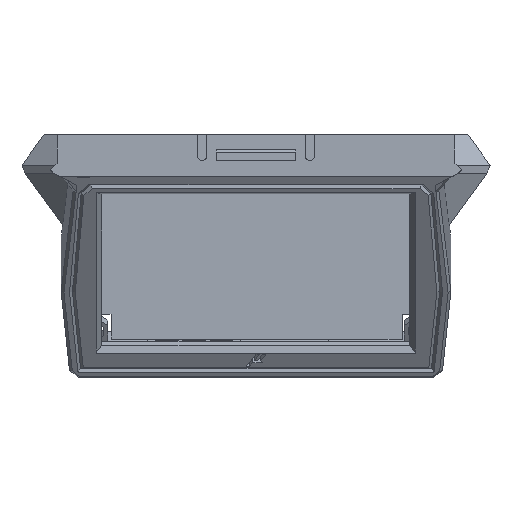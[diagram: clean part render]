
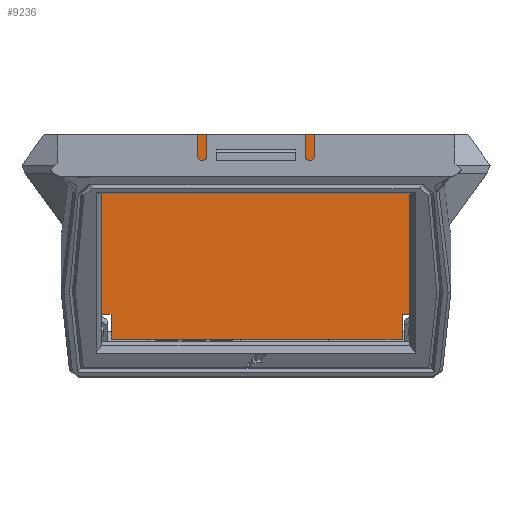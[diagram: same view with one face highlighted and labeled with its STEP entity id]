
A CAD part, top view. The second image highlights one B-rep face of the part: STEP entity #9236.
In plain terms, the highlighted planar face has unit normal (0, 0, 1).
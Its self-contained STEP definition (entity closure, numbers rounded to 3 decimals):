
#1030=FACE_OUTER_BOUND('',#1563,.T.);
#1563=EDGE_LOOP('',(#7778,#7779,#7780,#7781,#7782,#7783,#7784,#7785));
#2577=LINE('',#14307,#3531);
#2581=LINE('',#14314,#3535);
#2584=LINE('',#14320,#3538);
#2585=LINE('',#14323,#3539);
#2590=LINE('',#14332,#3544);
#2591=LINE('',#14335,#3545);
#2592=LINE('',#14337,#3546);
#2593=LINE('',#14338,#3547);
#3531=VECTOR('',#11857,10.);
#3535=VECTOR('',#11863,10.);
#3538=VECTOR('',#11868,10.);
#3539=VECTOR('',#11871,10.);
#3544=VECTOR('',#11878,10.);
#3545=VECTOR('',#11881,10.);
#3546=VECTOR('',#11882,10.);
#3547=VECTOR('',#11883,10.);
#4235=VERTEX_POINT('',#14304);
#4236=VERTEX_POINT('',#14306);
#4238=VERTEX_POINT('',#14312);
#4240=VERTEX_POINT('',#14318);
#4241=VERTEX_POINT('',#14322);
#4243=VERTEX_POINT('',#14328);
#4245=VERTEX_POINT('',#14334);
#4246=VERTEX_POINT('',#14336);
#5453=EDGE_CURVE('',#4236,#4235,#2577,.T.);
#5457=EDGE_CURVE('',#4238,#4235,#2581,.T.);
#5460=EDGE_CURVE('',#4240,#4238,#2584,.T.);
#5461=EDGE_CURVE('',#4236,#4241,#2585,.T.);
#5466=EDGE_CURVE('',#4243,#4241,#2590,.T.);
#5467=EDGE_CURVE('',#4245,#4243,#2591,.T.);
#5468=EDGE_CURVE('',#4246,#4240,#2592,.T.);
#5469=EDGE_CURVE('',#4245,#4246,#2593,.T.);
#7778=ORIENTED_EDGE('',*,*,#5467,.T.);
#7779=ORIENTED_EDGE('',*,*,#5466,.T.);
#7780=ORIENTED_EDGE('',*,*,#5461,.F.);
#7781=ORIENTED_EDGE('',*,*,#5453,.T.);
#7782=ORIENTED_EDGE('',*,*,#5457,.F.);
#7783=ORIENTED_EDGE('',*,*,#5460,.F.);
#7784=ORIENTED_EDGE('',*,*,#5468,.F.);
#7785=ORIENTED_EDGE('',*,*,#5469,.F.);
#8862=PLANE('',#9877);
#9236=ADVANCED_FACE('',(#1030),#8862,.T.);
#9877=AXIS2_PLACEMENT_3D('',#14333,#11879,#11880);
#11857=DIRECTION('',(0.,-1.,0.));
#11863=DIRECTION('',(-1.,0.,0.));
#11868=DIRECTION('',(0.,-1.,0.));
#11871=DIRECTION('',(-1.,0.,0.));
#11878=DIRECTION('',(0.,-1.,0.));
#11879=DIRECTION('center_axis',(0.,0.,1.));
#11880=DIRECTION('ref_axis',(-1.,0.,0.));
#11881=DIRECTION('',(-1.,0.,0.));
#11882=DIRECTION('',(-1.,0.,0.));
#11883=DIRECTION('',(0.,-1.,0.));
#14304=CARTESIAN_POINT('',(18.,-3.92,11.05));
#14306=CARTESIAN_POINT('',(18.,4.88,11.05));
#14307=CARTESIAN_POINT('',(18.,4.88,11.05));
#14312=CARTESIAN_POINT('',(121.,-3.92,11.05));
#14314=CARTESIAN_POINT('',(121.,-3.92,11.05));
#14318=CARTESIAN_POINT('',(121.,4.88,11.05));
#14320=CARTESIAN_POINT('',(121.,4.88,11.05));
#14322=CARTESIAN_POINT('',(12.,4.88,11.05));
#14323=CARTESIAN_POINT('',(128.,4.88,11.05));
#14328=CARTESIAN_POINT('',(12.,68.38,11.05));
#14332=CARTESIAN_POINT('',(12.,68.38,11.05));
#14333=CARTESIAN_POINT('Origin',(128.,68.38,11.05));
#14334=CARTESIAN_POINT('',(128.,68.38,11.05));
#14335=CARTESIAN_POINT('',(128.,68.38,11.05));
#14336=CARTESIAN_POINT('',(128.,4.88,11.05));
#14337=CARTESIAN_POINT('',(128.,4.88,11.05));
#14338=CARTESIAN_POINT('',(128.,68.38,11.05));
